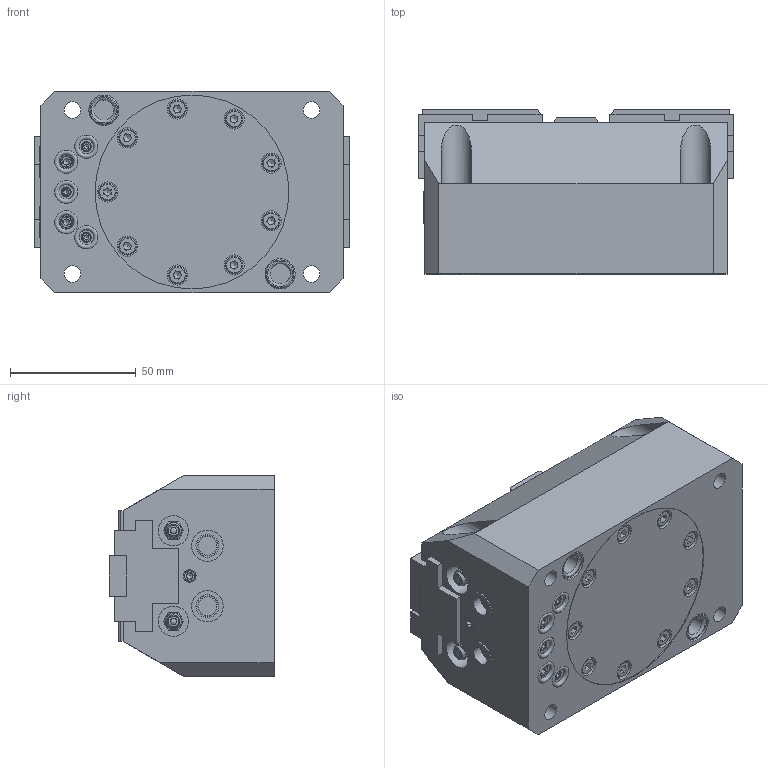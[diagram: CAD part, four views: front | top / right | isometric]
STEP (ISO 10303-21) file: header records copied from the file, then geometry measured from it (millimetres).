
FILE_DESCRIPTION (( 'STEP AP203' ), '1' );
FILE_NAME ('CF-VR-808.STEP', '2024-03-11T03:40:07', ( '' ), ( '' ), 'SwSTEP 2.0', 'SolidWorks 2020', '' );
FILE_SCHEMA (( 'CONFIG_CONTROL_DESIGN' ));
Length unit declared in the file: millimetre
Products named in the file (15): CP-30-13000; 錐平頭六角孔螺栓_M3x8; 圓頭內六角螺栓_M4x10; 塑膠管塞_PT1_8; CF-VR-808-01000; 圓頭內六角螺栓_M4x12; CF-VR-808-02000; M6黃油嘴; CF-VR-808-05000; O-RING_P6; CF-VR-808-06000; 無頭六角孔螺絲_M5x6; CF-VR-808; CF-VR-808-07000; 無頭六角孔螺絲_M4x6
Assembly tree (39 placements, depth 2):
  CF-VR-808
    CF-VR-808-01000
    CF-VR-808-02000  x2
    CF-VR-808-05000
    CF-VR-808-06000  x2
    CF-VR-808-07000
    CP-30-13000  x2
    圓頭內六角螺栓_M4x10  x4
    圓頭內六角螺栓_M4x12  x9
    M6黃油嘴  x2
    O-RING_P6  x5
    無頭六角孔螺絲_M5x6  x3
    無頭六角孔螺絲_M4x6  x3
    錐平頭六角孔螺栓_M3x8  x2
    塑膠管塞_PT1_8  x2
Bounding box: 125 x 65.75 x 80 mm (x, y, z)
Volume: 515382.5 mm3; surface area: 113598.8 mm2
Topology: 41 solids, 41 shells, 810 faces, 1829 edges, 1137 vertices
Faces by surface type: plane 494, cylinder 152, cone 145, torus 13, sphere 6
Full cylindrical faces by diameter (mm): 2.5 x6, 3 x4, 3.3 x16, 3.4 x2, 4 x16, 4.1 x4, 4.2 x19, 4.5 x13, 5 x7, 6 x4, 6.6 x4, 7 x13, 7.5 x2, 8 x15, 8.3 x2, 8.5 x2, 9.2 x5, 11 x4, 12 x6, 12.5 x2, 77 x2
Entity records: 12052 total; most frequent: CARTESIAN_POINT 1959, DIRECTION 1703, ORIENTED_EDGE 1300, AXIS2_PLACEMENT_3D 677, EDGE_CURVE 650, EDGE_LOOP 611, VERTEX_POINT 489, FACE_OUTER_BOUND 474
